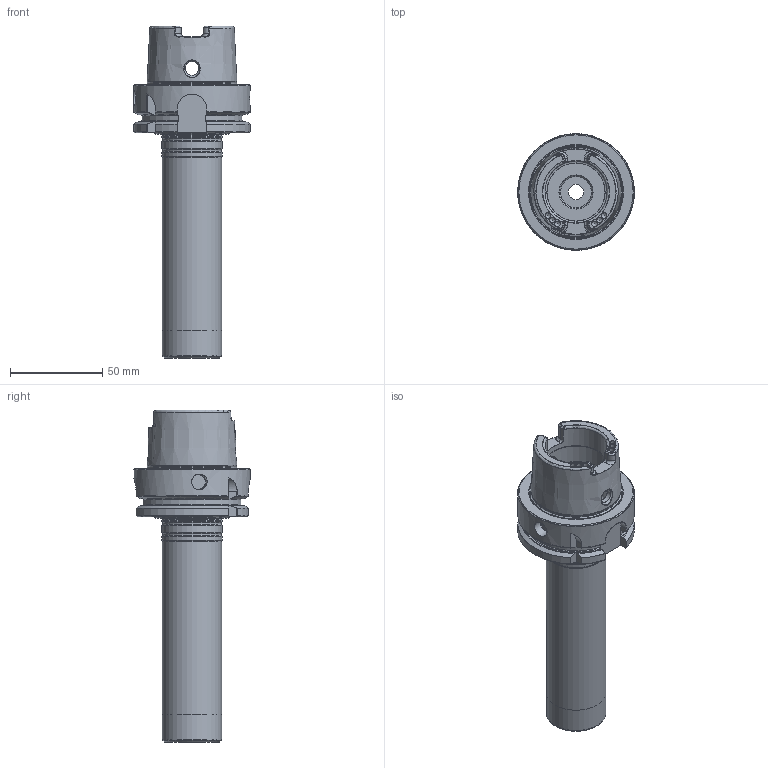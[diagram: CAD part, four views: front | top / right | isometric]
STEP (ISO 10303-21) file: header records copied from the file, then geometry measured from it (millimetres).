
FILE_DESCRIPTION(/* description */ (''),/* implementation_level */ '2;1');
FILE_NAME(/* name */ '456312580.stp',/* time_stamp */ '2021-01-08T12:41:29',/* author */ ('LRA'),/* organization */ ('REGO-FIX'),/* preprocessor_version */ ' Unknown',/* originating_system */ 'SIEMENS PLM Software Solid Edge ST10',/* authorization */ 'Unknown');
FILE_SCHEMA (('AUTOMOTIVE_DESIGN { 1 0 10303 214 2 1 1}'));
Length unit declared in the file: millimetre
Products named in the file (1): NOCUT
Bounding box: 63.3 x 63.3 x 180.2 mm (x, y, z)
Volume: 320346.8 mm3; surface area: 80884.7 mm2
Topology: 2 solids, 2 shells, 302 faces, 793 edges, 501 vertices
Faces by surface type: cylinder 87, plane 84, cone 83, torus 48
Full cylindrical faces by diameter (mm): 3 x12, 7.5 x4, 8.4 x2, 8.5 x2, 10 x2, 10.106 x4, 16.917 x2, 18 x2, 20 x2, 32 x2, 32.3 x1, 32.5 x3, 32.8 x3, 33.7 x2, 34 x2, 40 x2, 48.129 x1, 48.43 x1, 63 x1, 63.3 x1
Entity records: 10761 total; most frequent: CARTESIAN_POINT 2198, DIRECTION 1312, ORIENTED_EDGE 1194, EDGE_CURVE 597, AXIS2_PLACEMENT_3D 570, FACE_BOUND 464, EDGE_LOOP 452, VERTEX_POINT 451
